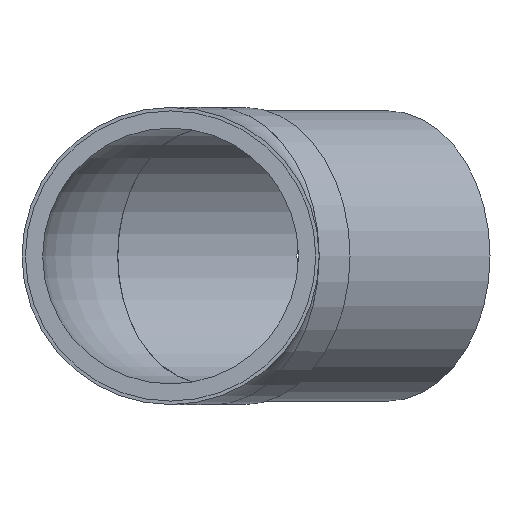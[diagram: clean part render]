
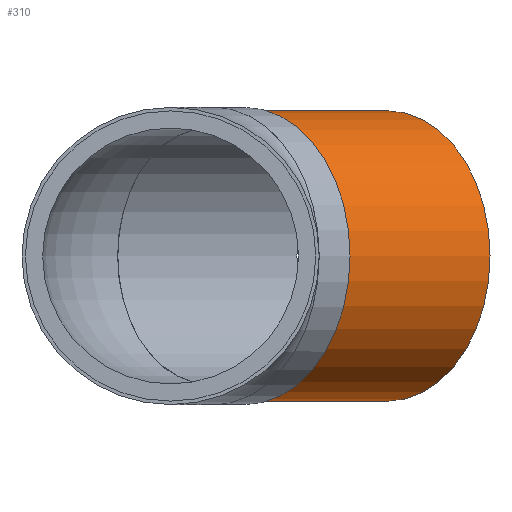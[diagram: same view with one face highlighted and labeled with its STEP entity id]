
A CAD part, front view. The second image highlights one B-rep face of the part: STEP entity #310.
In plain terms, the highlighted cylindrical face has radius 80 mm (diameter 160 mm), a full revolution.
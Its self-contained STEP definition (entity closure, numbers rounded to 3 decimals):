
#269=CARTESIAN_POINT('',(-15.556,97.581,0.));
#270=VERTEX_POINT('',#269);
#271=CARTESIAN_POINT('',(41.012,41.012,0.));
#272=DIRECTION('',(0.707,0.707,0.));
#273=DIRECTION('',(-0.707,0.707,0.));
#274=AXIS2_PLACEMENT_3D('',#271,#272,#273);
#275=CIRCLE('',#274,80.);
#276=EDGE_CURVE('',#270,#270,#275,.T.);
#286=CARTESIAN_POINT('',(62.933,176.07,0.));
#287=VERTEX_POINT('',#286);
#288=CARTESIAN_POINT('',(119.501,119.501,0.));
#289=DIRECTION('',(0.707,0.707,0.));
#290=DIRECTION('',(-0.707,0.707,0.));
#291=AXIS2_PLACEMENT_3D('',#288,#289,#290);
#292=CIRCLE('',#291,80.);
#293=EDGE_CURVE('',#287,#287,#292,.T.);
#294=ORIENTED_EDGE('',*,*,#293,.F.);
#295=CARTESIAN_POINT('',(23.688,136.825,0.));
#296=DIRECTION('',(0.707,0.707,0.));
#297=VECTOR('',#296,80.);
#298=LINE('',#295,#297);
#299=EDGE_CURVE('',#270,#287,#298,.T.);
#300=ORIENTED_EDGE('',*,*,#299,.F.);
#301=ORIENTED_EDGE('',*,*,#276,.T.);
#302=ORIENTED_EDGE('',*,*,#299,.T.);
#303=EDGE_LOOP('',(#294,#300,#301,#302));
#304=FACE_OUTER_BOUND('',#303,.T.);
#305=CARTESIAN_POINT('',(80.257,80.257,0.));
#306=DIRECTION('',(0.707,0.707,0.));
#307=DIRECTION('',(-0.707,0.707,0.));
#308=AXIS2_PLACEMENT_3D('',#305,#306,#307);
#309=CYLINDRICAL_SURFACE('',#308,80.);
#310=ADVANCED_FACE('',(#304),#309,.T.);
